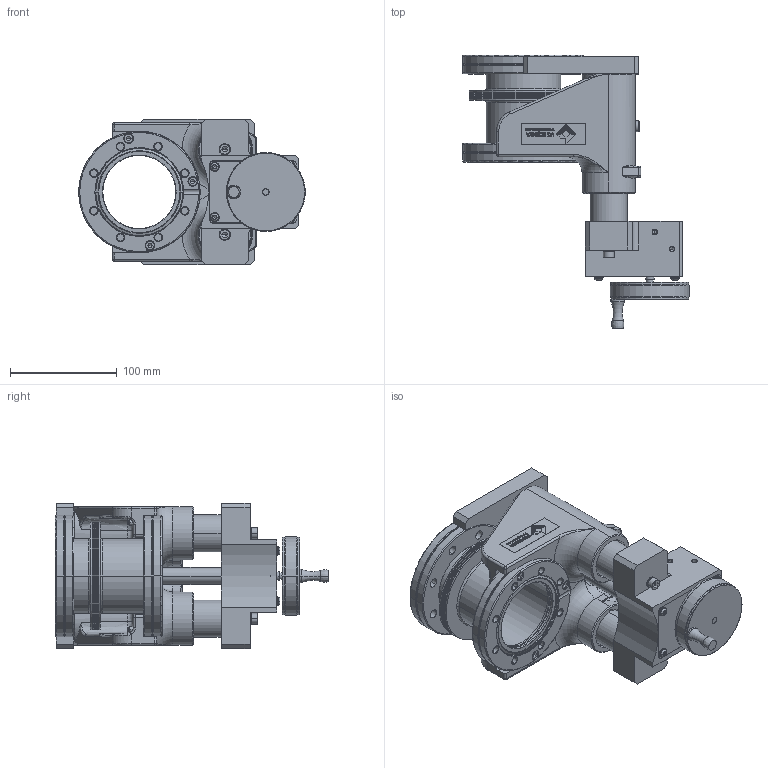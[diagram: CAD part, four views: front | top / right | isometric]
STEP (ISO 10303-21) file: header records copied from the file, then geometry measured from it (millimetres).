
FILE_DESCRIPTION((''),'2;1');
FILE_NAME('ZLTM11425HW','2017-04-19T',('keith.feeley'),(''),'CREO PARAMETRIC BY PTC INC, 2015380','CREO PARAMETRIC BY PTC INC, 2015380','');
FILE_SCHEMA(('AUTOMOTIVE_DESIGN { 1 0 10303 214 1 1 1 1 }'));
Products named in the file (1): ZLTM11425HW
Bounding box: 212.15 x 256.09 x 136 mm (x, y, z)
Volume: 1601616 mm3; surface area: 453146.3 mm2
Topology: 1 solids, 71 shells, 5495 faces, 15147 edges, 9922 vertices
Faces by surface type: plane 3027, extrusion 1554, cylinder 556, cone 201, torus 117, bspline 36, sphere 4
Entity records: 222604 total; most frequent: CARTESIAN_POINT 52869, ORIENTED_EDGE 29962, DIRECTION 22768, EDGE_CURVE 15093, VECTOR 11662, LINE 10108, VERTEX_POINT 9923, PRESENTATION_STYLE_ASSIGNMENT 5902
